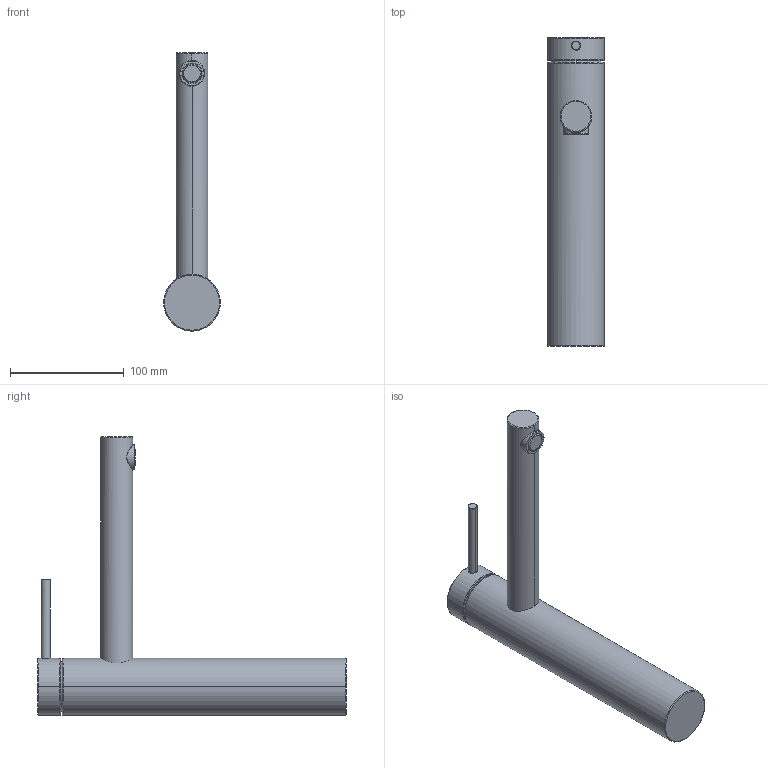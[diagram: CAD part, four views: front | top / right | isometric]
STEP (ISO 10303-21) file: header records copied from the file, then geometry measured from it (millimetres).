
FILE_DESCRIPTION(('STEP AP214'),'1');
FILE_NAME('V_Namor 1 Fensterarmatur.STP','2026-01-07T10:17:42',(' '),(' '),'Spatial InterOp 3D',' ',' ');
FILE_SCHEMA(('AUTOMOTIVE_DESIGN { 1 0 10303 214 1 1 1 1 }'));
Length unit declared in the file: millimetre
Products named in the file (2): V_Namor 1 Fensterarmatur; ASSEM1
Assembly tree (1 placements, depth 2):
  V_Namor 1 Fensterarmatur
    ASSEM1
Bounding box: 50 x 271.61 x 245 mm (x, y, z)
Volume: 650884.8 mm3; surface area: 71903.8 mm2
Topology: 1 solids, 11 shells, 128 faces, 334 edges, 230 vertices
Faces by surface type: plane 42, cylinder 41, torus 22, bspline 14, cone 9
Entity records: 4979 total; most frequent: CARTESIAN_POINT 1834, DIRECTION 660, ORIENTED_EDGE 620, EDGE_CURVE 334, AXIS2_PLACEMENT_3D 264, VERTEX_POINT 230, CIRCLE 146, EDGE_LOOP 138
